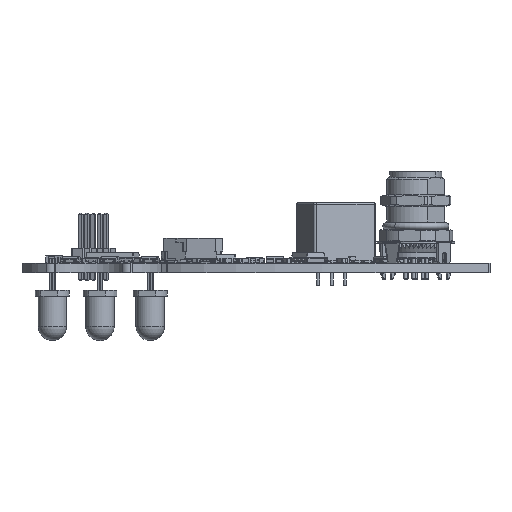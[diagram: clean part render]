
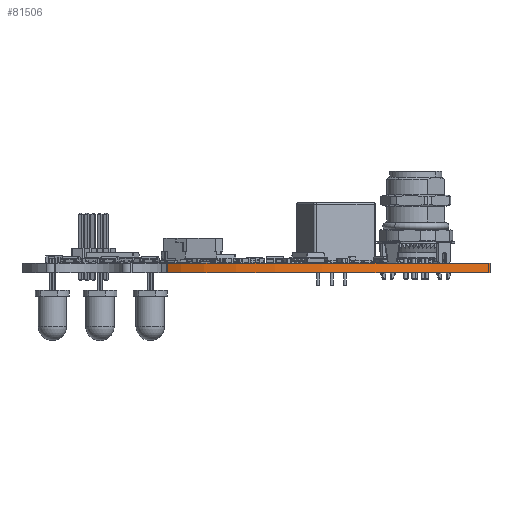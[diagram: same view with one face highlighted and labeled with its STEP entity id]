
A CAD part, left-side view. The second image highlights one B-rep face of the part: STEP entity #81506.
In plain terms, the highlighted cylindrical face has radius 65.724 mm (diameter 131.448 mm), a partial arc.
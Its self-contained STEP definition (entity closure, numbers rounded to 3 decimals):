
#79744 = VERTEX_POINT('',#79745);
#79745 = CARTESIAN_POINT('',(-33.17,15.252,0.));
#79751 = EDGE_CURVE('',#79752,#79744,#79754,.T.);
#79752 = VERTEX_POINT('',#79753);
#79753 = CARTESIAN_POINT('',(22.095,-40.107,0.));
#79754 = CIRCLE('',#79755,65.724);
#79755 = AXIS2_PLACEMENT_3D('',#79756,#79757,#79758);
#79756 = CARTESIAN_POINT('',(-42.918,-49.745,0.));
#79757 = DIRECTION('',(0.,0.,1.));
#79758 = DIRECTION('',(0.989,0.147,-0.));
#80484 = VERTEX_POINT('',#80485);
#80485 = CARTESIAN_POINT('',(-33.17,15.252,1.6));
#80491 = EDGE_CURVE('',#80492,#80484,#80494,.T.);
#80492 = VERTEX_POINT('',#80493);
#80493 = CARTESIAN_POINT('',(22.095,-40.107,1.6));
#80494 = CIRCLE('',#80495,65.724);
#80495 = AXIS2_PLACEMENT_3D('',#80496,#80497,#80498);
#80496 = CARTESIAN_POINT('',(-42.918,-49.745,1.6));
#80497 = DIRECTION('',(0.,0.,1.));
#80498 = DIRECTION('',(0.989,0.147,-0.));
#81476 = EDGE_CURVE('',#79744,#80484,#81477,.T.);
#81477 = LINE('',#81478,#81479);
#81478 = CARTESIAN_POINT('',(-33.17,15.252,0.));
#81479 = VECTOR('',#81480,1.);
#81480 = DIRECTION('',(0.,0.,1.));
#81506 = ADVANCED_FACE('',(#81507),#81518,.F.);
#81507 = FACE_BOUND('',#81508,.T.);
#81508 = EDGE_LOOP('',(#81509,#81515,#81516,#81517));
#81509 = ORIENTED_EDGE('',*,*,#81510,.T.);
#81510 = EDGE_CURVE('',#79752,#80492,#81511,.T.);
#81511 = LINE('',#81512,#81513);
#81512 = CARTESIAN_POINT('',(22.095,-40.107,0.));
#81513 = VECTOR('',#81514,1.);
#81514 = DIRECTION('',(0.,0.,1.));
#81515 = ORIENTED_EDGE('',*,*,#80491,.T.);
#81516 = ORIENTED_EDGE('',*,*,#81476,.F.);
#81517 = ORIENTED_EDGE('',*,*,#79751,.F.);
#81518 = CYLINDRICAL_SURFACE('',#81519,65.724);
#81519 = AXIS2_PLACEMENT_3D('',#81520,#81521,#81522);
#81520 = CARTESIAN_POINT('',(-42.918,-49.745,0.));
#81521 = DIRECTION('',(-0.,-0.,-1.));
#81522 = DIRECTION('',(0.989,0.147,-0.));
